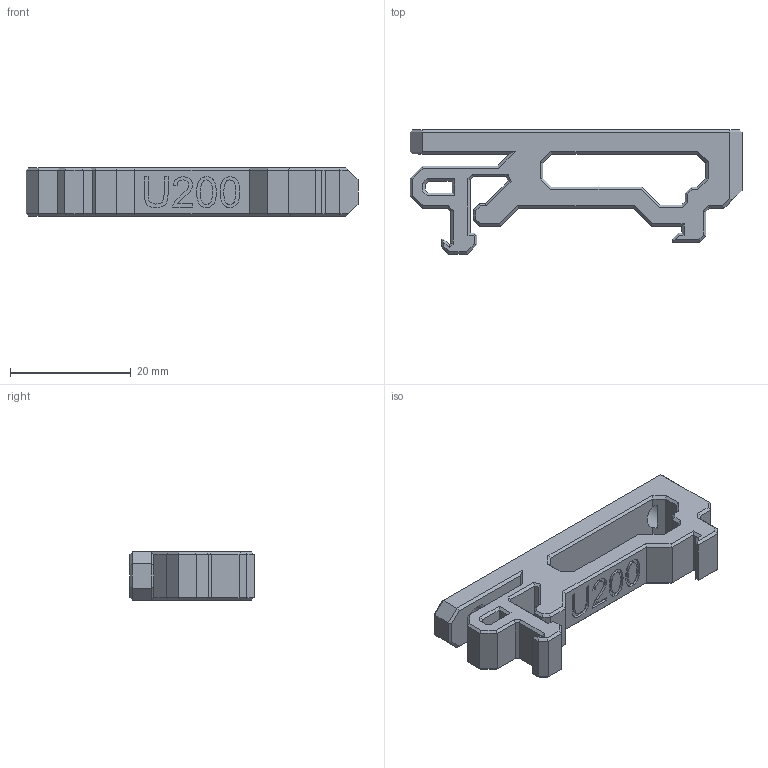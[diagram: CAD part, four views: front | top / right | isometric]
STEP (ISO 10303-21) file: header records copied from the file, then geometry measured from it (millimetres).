
FILE_DESCRIPTION(/* description */ (''),/* implementation_level */ '2;1');
FILE_NAME(/* name */ 'MW_UHP_200.step',/* time_stamp */ '2023-03-02T21:21:56-08:00',/* author */ (''),/* organization */ (''),/* preprocessor_version */ 'ST-DEVELOPER v19.2',/* originating_system */ 'Autodesk Translation Framework v11.17.0.187',/* authorisation */ '');
FILE_SCHEMA (('AUTOMOTIVE_DESIGN { 1 0 10303 214 3 1 1 }'));
Length unit declared in the file: millimetre
Products named in the file (1): MW_UHP_200
Bounding box: 55 x 20.6 x 8 mm (x, y, z)
Volume: 4339.8 mm3; surface area: 3428.9 mm2
Topology: 1 solids, 1 shells, 296 faces, 733 edges, 444 vertices
Faces by surface type: plane 225, bspline 69, cylinder 2
Full cylindrical faces by diameter (mm): 4.7 x2
Entity records: 9159 total; most frequent: CARTESIAN_POINT 2647, ORIENTED_EDGE 1466, DIRECTION 1059, EDGE_CURVE 733, LINE 587, VECTOR 587, VERTEX_POINT 444, EDGE_LOOP 309
